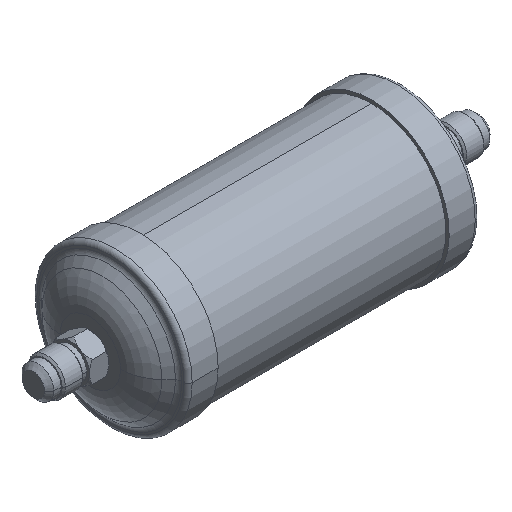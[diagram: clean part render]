
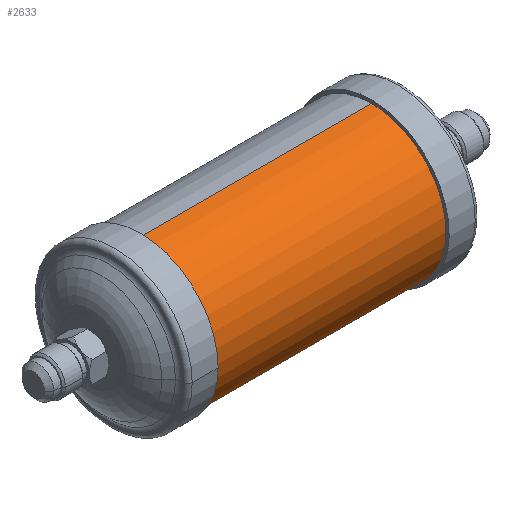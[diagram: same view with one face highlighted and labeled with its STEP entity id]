
A CAD part, isometric view. The second image highlights one B-rep face of the part: STEP entity #2633.
In plain terms, the highlighted cylindrical face has radius 44.45 mm (diameter 88.9 mm), a partial arc.
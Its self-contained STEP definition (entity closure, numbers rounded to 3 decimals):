
#130 = CIRCLE ( 'NONE', #961, 44.45 ) ;
#262 = CARTESIAN_POINT ( 'NONE',  ( 171., 0., 0. ) ) ;
#313 = VERTEX_POINT ( 'NONE', #1071 ) ;
#461 = AXIS2_PLACEMENT_3D ( 'NONE', #2763, #1927, #1938 ) ;
#509 = CIRCLE ( 'NONE', #461, 44.45 ) ;
#633 = DIRECTION ( 'NONE',  ( 0., 0., -1. ) ) ;
#678 = VECTOR ( 'NONE', #1414, 1000. ) ;
#787 = VERTEX_POINT ( 'NONE', #1175 ) ;
#961 = AXIS2_PLACEMENT_3D ( 'NONE', #1488, #2328, #633 ) ;
#1071 = CARTESIAN_POINT ( 'NONE',  ( 17., 0., -44.45 ) ) ;
#1088 = VERTEX_POINT ( 'NONE', #2674 ) ;
#1102 = CARTESIAN_POINT ( 'NONE',  ( 171., 0., -44.45 ) ) ;
#1105 = ORIENTED_EDGE ( 'NONE', *, *, #1183, .T. ) ;
#1135 = DIRECTION ( 'NONE',  ( 0., 0., 1. ) ) ;
#1163 = CYLINDRICAL_SURFACE ( 'NONE', #1878, 44.45 ) ;
#1175 = CARTESIAN_POINT ( 'NONE',  ( 155., 0., 44.45 ) ) ;
#1183 = EDGE_CURVE ( 'NONE', #787, #1088, #1821, .T. ) ;
#1256 = VECTOR ( 'NONE', #2443, 1000. ) ;
#1414 = DIRECTION ( 'NONE',  ( -1., 0., 0. ) ) ;
#1486 = EDGE_CURVE ( 'NONE', #1980, #313, #1568, .T. ) ;
#1488 = CARTESIAN_POINT ( 'NONE',  ( 17., 0., 0. ) ) ;
#1568 = LINE ( 'NONE', #1102, #1256 ) ;
#1606 = EDGE_CURVE ( 'NONE', #1088, #313, #130, .T. ) ;
#1690 = EDGE_CURVE ( 'NONE', #1980, #787, #509, .T. ) ;
#1821 = LINE ( 'NONE', #2047, #678 ) ;
#1842 = ORIENTED_EDGE ( 'NONE', *, *, #1486, .F. ) ;
#1878 = AXIS2_PLACEMENT_3D ( 'NONE', #262, #2241, #1135 ) ;
#1927 = DIRECTION ( 'NONE',  ( -1., 0., 0. ) ) ;
#1938 = DIRECTION ( 'NONE',  ( 0., 0., 1. ) ) ;
#1980 = VERTEX_POINT ( 'NONE', #2093 ) ;
#2047 = CARTESIAN_POINT ( 'NONE',  ( 171., 0., 44.45 ) ) ;
#2093 = CARTESIAN_POINT ( 'NONE',  ( 155., 0., -44.45 ) ) ;
#2134 = ORIENTED_EDGE ( 'NONE', *, *, #1690, .T. ) ;
#2162 = EDGE_LOOP ( 'NONE', ( #1842, #2134, #1105, #2682 ) ) ;
#2241 = DIRECTION ( 'NONE',  ( -1., 0., 0. ) ) ;
#2253 = FACE_OUTER_BOUND ( 'NONE', #2162, .T. ) ;
#2328 = DIRECTION ( 'NONE',  ( 1., 0., 0. ) ) ;
#2443 = DIRECTION ( 'NONE',  ( -1., 0., 0. ) ) ;
#2633 = ADVANCED_FACE ( 'NONE', ( #2253 ), #1163, .T. ) ;
#2674 = CARTESIAN_POINT ( 'NONE',  ( 17., 0., 44.45 ) ) ;
#2682 = ORIENTED_EDGE ( 'NONE', *, *, #1606, .T. ) ;
#2763 = CARTESIAN_POINT ( 'NONE',  ( 155., 0., 0. ) ) ;
